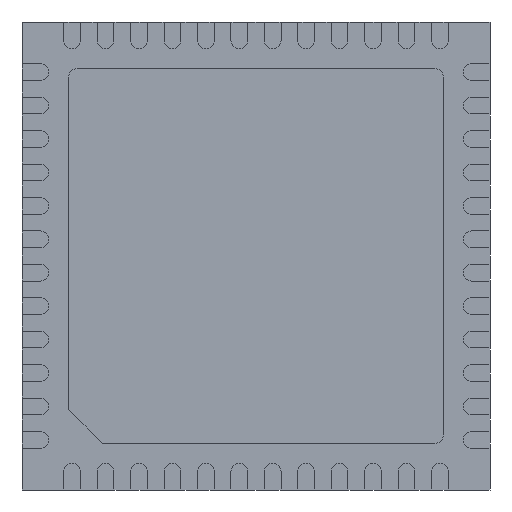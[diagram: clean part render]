
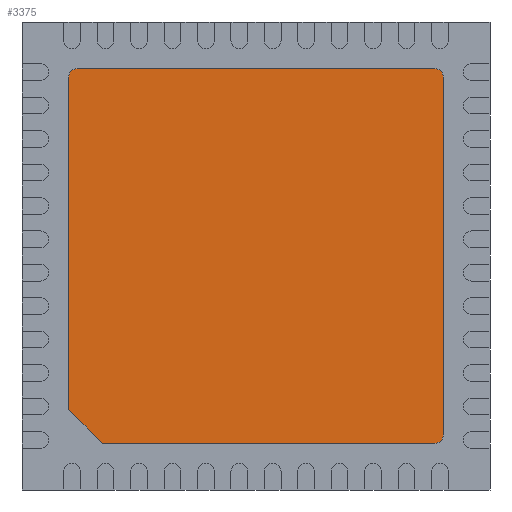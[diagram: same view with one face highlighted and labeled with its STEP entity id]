
A CAD part, front view. The second image highlights one B-rep face of the part: STEP entity #3375.
In plain terms, the highlighted planar face has unit normal (0, -1, 0).
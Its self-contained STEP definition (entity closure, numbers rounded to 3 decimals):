
#624 = VERTEX_POINT ( 'NONE', #15501 ) ;
#745 = ORIENTED_EDGE ( 'NONE', *, *, #17576, .T. ) ;
#976 = AXIS2_PLACEMENT_3D ( 'NONE', #9819, #2924, #8447 ) ;
#1511 = EDGE_CURVE ( 'NONE', #3442, #15631, #16673, .T. ) ;
#1662 = CARTESIAN_POINT ( 'NONE',  ( 2.675, 0., -2.8 ) ) ;
#1745 = DIRECTION ( 'NONE',  ( 0., -1., 0. ) ) ;
#1868 = CARTESIAN_POINT ( 'NONE',  ( 2.675, 0., 2.8 ) ) ;
#1955 = LINE ( 'NONE', #1868, #14922 ) ;
#2229 = CARTESIAN_POINT ( 'NONE',  ( 2.8, 0., -2.675 ) ) ;
#2371 = EDGE_CURVE ( 'NONE', #15346, #16942, #8512, .T. ) ;
#2512 = CARTESIAN_POINT ( 'NONE',  ( -2.8, 0., -2.3 ) ) ;
#2924 = DIRECTION ( 'NONE',  ( 0., -1., 0. ) ) ;
#3375 = ADVANCED_FACE ( 'NONE', ( #11028 ), #7126, .T. ) ;
#3442 = VERTEX_POINT ( 'NONE', #10938 ) ;
#3505 = EDGE_CURVE ( 'NONE', #16942, #5557, #1955, .T. ) ;
#3622 = AXIS2_PLACEMENT_3D ( 'NONE', #8486, #8215, #5509 ) ;
#3636 = ORIENTED_EDGE ( 'NONE', *, *, #13257, .T. ) ;
#4317 = CARTESIAN_POINT ( 'NONE',  ( 2.675, 0., 2.675 ) ) ;
#4756 = CARTESIAN_POINT ( 'NONE',  ( -2.675, 0., 2.675 ) ) ;
#4770 = AXIS2_PLACEMENT_3D ( 'NONE', #4317, #9850, #15398 ) ;
#5058 = DIRECTION ( 'NONE',  ( 0., 0., -1. ) ) ;
#5256 = LINE ( 'NONE', #2512, #6317 ) ;
#5397 = LINE ( 'NONE', #17653, #12765 ) ;
#5500 = ORIENTED_EDGE ( 'NONE', *, *, #15280, .T. ) ;
#5509 = DIRECTION ( 'NONE',  ( 0., 0., -1. ) ) ;
#5557 = VERTEX_POINT ( 'NONE', #8054 ) ;
#5689 = ORIENTED_EDGE ( 'NONE', *, *, #1511, .T. ) ;
#6317 = VECTOR ( 'NONE', #6783, 1000. ) ;
#6783 = DIRECTION ( 'NONE',  ( 0.707, 0., -0.707 ) ) ;
#6923 = DIRECTION ( 'NONE',  ( 1., 0., 0. ) ) ;
#7084 = VECTOR ( 'NONE', #7940, 1000. ) ;
#7126 = PLANE ( 'NONE',  #3622 ) ;
#7430 = CARTESIAN_POINT ( 'NONE',  ( -2.8, 0., 2.675 ) ) ;
#7509 = EDGE_CURVE ( 'NONE', #624, #3442, #5256, .T. ) ;
#7770 = VERTEX_POINT ( 'NONE', #2229 ) ;
#7940 = DIRECTION ( 'NONE',  ( 0., 0., 1. ) ) ;
#8054 = CARTESIAN_POINT ( 'NONE',  ( -2.675, 0., 2.8 ) ) ;
#8215 = DIRECTION ( 'NONE',  ( 0., -1., 0. ) ) ;
#8447 = DIRECTION ( 'NONE',  ( 0., 0., -1. ) ) ;
#8486 = CARTESIAN_POINT ( 'NONE',  ( 2.675, 0., 2.675 ) ) ;
#8512 = CIRCLE ( 'NONE', #4770, 0.125 ) ;
#9053 = VERTEX_POINT ( 'NONE', #7430 ) ;
#9236 = ORIENTED_EDGE ( 'NONE', *, *, #11563, .T. ) ;
#9819 = CARTESIAN_POINT ( 'NONE',  ( 2.675, 0., -2.675 ) ) ;
#9850 = DIRECTION ( 'NONE',  ( 0., -1., 0. ) ) ;
#10282 = DIRECTION ( 'NONE',  ( 0., 0., -1. ) ) ;
#10661 = CARTESIAN_POINT ( 'NONE',  ( 2.8, 0., -2.675 ) ) ;
#10938 = CARTESIAN_POINT ( 'NONE',  ( -2.3, 0., -2.8 ) ) ;
#11028 = FACE_OUTER_BOUND ( 'NONE', #13672, .T. ) ;
#11563 = EDGE_CURVE ( 'NONE', #5557, #9053, #13312, .T. ) ;
#12365 = CARTESIAN_POINT ( 'NONE',  ( 2.8, 0., 2.675 ) ) ;
#12370 = LINE ( 'NONE', #10661, #7084 ) ;
#12431 = ORIENTED_EDGE ( 'NONE', *, *, #2371, .T. ) ;
#12765 = VECTOR ( 'NONE', #5058, 1000. ) ;
#12902 = ORIENTED_EDGE ( 'NONE', *, *, #3505, .T. ) ;
#13012 = DIRECTION ( 'NONE',  ( -1., 0., 0. ) ) ;
#13257 = EDGE_CURVE ( 'NONE', #7770, #15346, #12370, .T. ) ;
#13312 = CIRCLE ( 'NONE', #14794, 0.125 ) ;
#13672 = EDGE_LOOP ( 'NONE', ( #12431, #12902, #9236, #5500, #16389, #5689, #745, #3636 ) ) ;
#14794 = AXIS2_PLACEMENT_3D ( 'NONE', #4756, #1745, #10282 ) ;
#14922 = VECTOR ( 'NONE', #13012, 1000. ) ;
#15280 = EDGE_CURVE ( 'NONE', #9053, #624, #5397, .T. ) ;
#15346 = VERTEX_POINT ( 'NONE', #12365 ) ;
#15398 = DIRECTION ( 'NONE',  ( 0., 0., -1. ) ) ;
#15501 = CARTESIAN_POINT ( 'NONE',  ( -2.8, 0., -2.3 ) ) ;
#15631 = VERTEX_POINT ( 'NONE', #16482 ) ;
#15796 = CIRCLE ( 'NONE', #976, 0.125 ) ;
#16389 = ORIENTED_EDGE ( 'NONE', *, *, #7509, .T. ) ;
#16482 = CARTESIAN_POINT ( 'NONE',  ( 2.675, 0., -2.8 ) ) ;
#16673 = LINE ( 'NONE', #1662, #17035 ) ;
#16942 = VERTEX_POINT ( 'NONE', #17598 ) ;
#17035 = VECTOR ( 'NONE', #6923, 1000. ) ;
#17576 = EDGE_CURVE ( 'NONE', #15631, #7770, #15796, .T. ) ;
#17598 = CARTESIAN_POINT ( 'NONE',  ( 2.675, 0., 2.8 ) ) ;
#17653 = CARTESIAN_POINT ( 'NONE',  ( -2.8, 0., -2.3 ) ) ;
